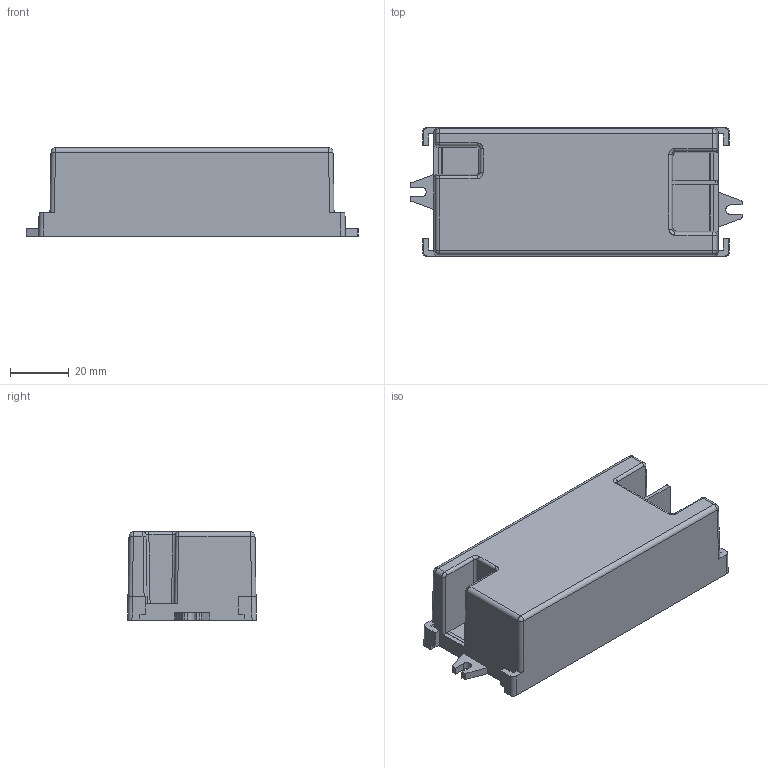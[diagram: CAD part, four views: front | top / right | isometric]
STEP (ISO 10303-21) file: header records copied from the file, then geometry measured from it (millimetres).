
FILE_DESCRIPTION((''),'2;1');
FILE_NAME('LBC20WLRZ-V2_ASM_ASM','2021-11-19T11:10:32',('wsenga'),(''),'CREO PARAMETRIC BY PTC INC, 2019080','CREO PARAMETRIC BY PTC INC, 2019080','');
FILE_SCHEMA(('CONFIG_CONTROL_DESIGN'));
Length unit declared in the file: millimetre
Products named in the file (5): PCB-V2_1_1; MAWLBC20W-1C-Z-1A-V2_4; MAWLBC20W-1C-Z-2A-V2_1_1; LBC20W-1C-Z-V2_ASM_17_ASM; LBC20WLRZ-V2_ASM_ASM
Assembly tree (4 placements, depth 3):
  LBC20WLRZ-V2_ASM_ASM
    LBC20W-1C-Z-V2_ASM_17_ASM
      PCB-V2_1_1
      MAWLBC20W-1C-Z-1A-V2_4
      MAWLBC20W-1C-Z-2A-V2_1_1
Bounding box: 112.8 x 43.8 x 30 mm (x, y, z)
Volume: 29276 mm3; surface area: 44636.4 mm2
Topology: 3 solids, 3 shells, 213 faces, 593 edges, 382 vertices
Faces by surface type: plane 162, cylinder 39, bspline 8, sphere 4
Entity records: 7161 total; most frequent: CARTESIAN_POINT 1657, ORIENTED_EDGE 1178, DIRECTION 1033, EDGE_CURVE 589, VECTOR 499, LINE 499, VERTEX_POINT 382, AXIS2_PLACEMENT_3D 267
